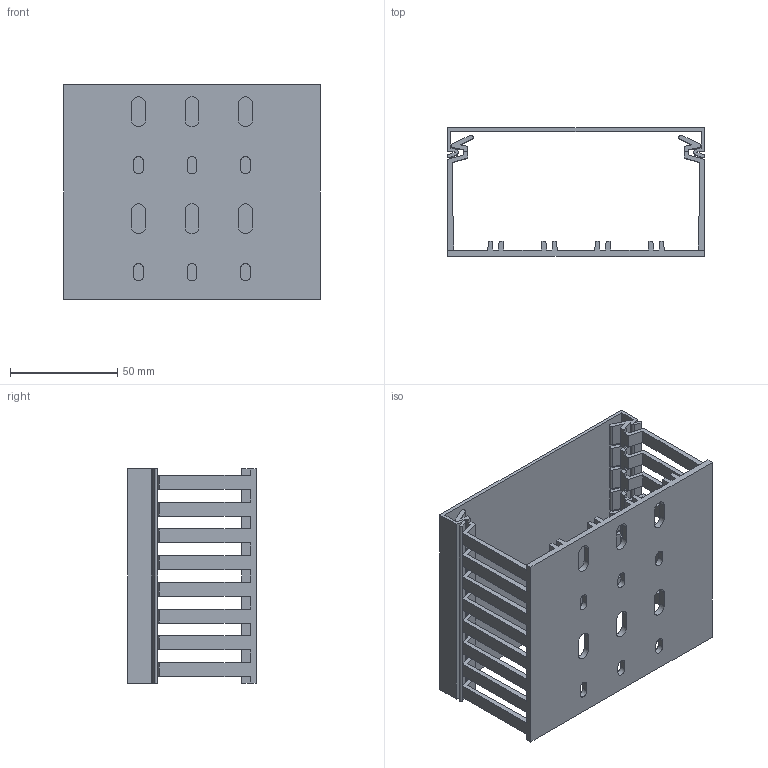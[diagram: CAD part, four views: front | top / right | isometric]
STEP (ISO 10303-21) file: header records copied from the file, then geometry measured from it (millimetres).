
FILE_DESCRIPTION((''),'2;1');
FILE_NAME('PROXY_BA7601200_ASM','2022-04-28T10:49:48',('mengess'),(''),'CREO PARAMETRIC BY PTC INC, 2021304','CREO PARAMETRIC BY PTC INC, 2021304','');
FILE_SCHEMA(('AUTOMOTIVE_DESIGN { 1 0 10303 214 1 1 1 1 }'));
Length unit declared in the file: millimetre
Products named in the file (3): PROXY_01437-M; PROXY_12271-M; PROXY_BA7601200_ASM
Assembly tree (2 placements, depth 2):
  PROXY_BA7601200_ASM
    PROXY_01437-M
    PROXY_12271-M
Bounding box: 120 x 60 x 100 mm (x, y, z)
Volume: 83313.6 mm3; surface area: 83523.2 mm2
Topology: 2 solids, 2 shells, 378 faces, 1124 edges, 750 vertices
Faces by surface type: plane 318, cylinder 60
Entity records: 14645 total; most frequent: CARTESIAN_POINT 2399, ORIENTED_EDGE 2248, DIRECTION 2216, EDGE_CURVE 1124, VECTOR 1013, LINE 1013, VERTEX_POINT 750, AXIS2_PLACEMENT_3D 585
